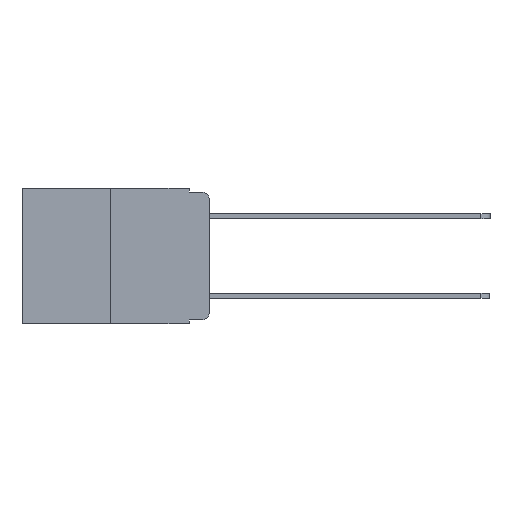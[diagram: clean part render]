
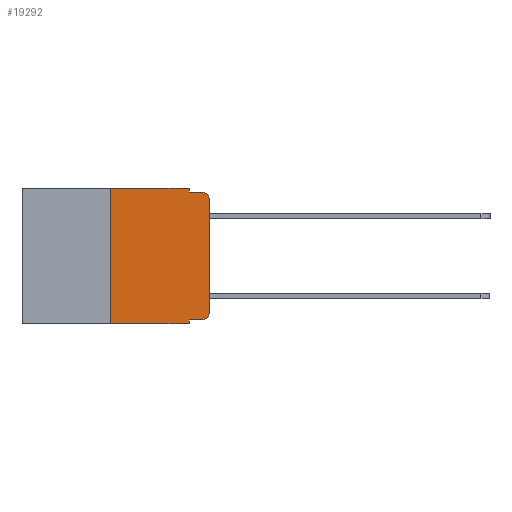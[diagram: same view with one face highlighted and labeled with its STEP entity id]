
A CAD part, left-side view. The second image highlights one B-rep face of the part: STEP entity #19292.
In plain terms, the highlighted planar face has unit normal (-1, 0, 0).
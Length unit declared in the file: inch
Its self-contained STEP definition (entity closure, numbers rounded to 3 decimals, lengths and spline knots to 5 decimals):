
#145 = CARTESIAN_POINT ( 'NONE',  ( 0., 0.051, -0.01 ) ) ;
#829 = EDGE_CURVE ( 'NONE', #15039, #14180, #3135, .T. ) ;
#1515 = CARTESIAN_POINT ( 'NONE',  ( 0., 0.051, -0.333 ) ) ;
#1640 = AXIS2_PLACEMENT_3D ( 'NONE', #14345, #14350, #14426 ) ;
#1961 = DIRECTION ( 'NONE',  ( 0., -1., 0. ) ) ;
#2195 = VECTOR ( 'NONE', #7582, 39.37008 ) ;
#2587 = LINE ( 'NONE', #9748, #11459 ) ;
#3135 = LINE ( 'NONE', #23771, #17363 ) ;
#3176 = EDGE_CURVE ( 'NONE', #3238, #5732, #22427, .T. ) ;
#3238 = VERTEX_POINT ( 'NONE', #21640 ) ;
#3558 = DIRECTION ( 'NONE',  ( 0., 0., 1. ) ) ;
#3762 = CARTESIAN_POINT ( 'NONE',  ( 0., 0.473, 0. ) ) ;
#3866 = VECTOR ( 'NONE', #16722, 39.37008 ) ;
#3979 = AXIS2_PLACEMENT_3D ( 'NONE', #20795, #9979, #22560 ) ;
#4127 = ORIENTED_EDGE ( 'NONE', *, *, #12764, .F. ) ;
#4532 = CARTESIAN_POINT ( 'NONE',  ( 0., 0.051, -0.343 ) ) ;
#4841 = EDGE_CURVE ( 'NONE', #11166, #14180, #17942, .T. ) ;
#5075 = VECTOR ( 'NONE', #3558, 39.37008 ) ;
#5448 = DIRECTION ( 'NONE',  ( 0., -1., 0. ) ) ;
#5715 = CARTESIAN_POINT ( 'NONE',  ( 0., 0.02, -0.333 ) ) ;
#5732 = VERTEX_POINT ( 'NONE', #5715 ) ;
#6326 = CARTESIAN_POINT ( 'NONE',  ( 0., 0.02, -0.01 ) ) ;
#6661 = CARTESIAN_POINT ( 'NONE',  ( 0., 0.473, -0.343 ) ) ;
#6779 = CARTESIAN_POINT ( 'NONE',  ( 0., 0.473, 0. ) ) ;
#7403 = CARTESIAN_POINT ( 'NONE',  ( 0., 0., 0. ) ) ;
#7582 = DIRECTION ( 'NONE',  ( 0., 0., -1. ) ) ;
#7607 = VECTOR ( 'NONE', #10433, 39.37008 ) ;
#7874 = DIRECTION ( 'NONE',  ( 0., 0., 1. ) ) ;
#7950 = ORIENTED_EDGE ( 'NONE', *, *, #9532, .F. ) ;
#8444 = LINE ( 'NONE', #10405, #22845 ) ;
#8848 = ORIENTED_EDGE ( 'NONE', *, *, #3176, .T. ) ;
#8855 = VERTEX_POINT ( 'NONE', #4532 ) ;
#8938 = EDGE_CURVE ( 'NONE', #14225, #8855, #17336, .T. ) ;
#9162 = ORIENTED_EDGE ( 'NONE', *, *, #8938, .T. ) ;
#9532 = EDGE_CURVE ( 'NONE', #3238, #8855, #8444, .T. ) ;
#9748 = CARTESIAN_POINT ( 'NONE',  ( 0., 0.25, 0. ) ) ;
#9847 = CARTESIAN_POINT ( 'NONE',  ( 0., 0., -0.03 ) ) ;
#9979 = DIRECTION ( 'NONE',  ( -1., 0., 0. ) ) ;
#10405 = CARTESIAN_POINT ( 'NONE',  ( 0., 0.051, 0. ) ) ;
#10433 = DIRECTION ( 'NONE',  ( 0., -1., 0. ) ) ;
#10536 = DIRECTION ( 'NONE',  ( 1., 0., 0. ) ) ;
#10616 = LINE ( 'NONE', #7403, #5075 ) ;
#11166 = VERTEX_POINT ( 'NONE', #9847 ) ;
#11459 = VECTOR ( 'NONE', #7874, 39.37008 ) ;
#12246 = LINE ( 'NONE', #18531, #2195 ) ;
#12581 = ORIENTED_EDGE ( 'NONE', *, *, #4841, .T. ) ;
#12624 = EDGE_CURVE ( 'NONE', #16451, #11166, #10616, .T. ) ;
#12764 = EDGE_CURVE ( 'NONE', #14225, #23604, #2587, .T. ) ;
#13726 = ORIENTED_EDGE ( 'NONE', *, *, #21197, .F. ) ;
#13793 = LINE ( 'NONE', #3762, #3866 ) ;
#14085 = CARTESIAN_POINT ( 'NONE',  ( 0., 0., -0.313 ) ) ;
#14180 = VERTEX_POINT ( 'NONE', #6326 ) ;
#14225 = VERTEX_POINT ( 'NONE', #21067 ) ;
#14345 = CARTESIAN_POINT ( 'NONE',  ( 0., 0.02, -0.03 ) ) ;
#14350 = DIRECTION ( 'NONE',  ( -1., 0., 0. ) ) ;
#14426 = DIRECTION ( 'NONE',  ( 0., 0., -1. ) ) ;
#15039 = VERTEX_POINT ( 'NONE', #145 ) ;
#15864 = CIRCLE ( 'NONE', #3979, 0.02 ) ;
#16120 = CARTESIAN_POINT ( 'NONE',  ( 0., 0.051, 0. ) ) ;
#16451 = VERTEX_POINT ( 'NONE', #14085 ) ;
#16722 = DIRECTION ( 'NONE',  ( 0., -1., 0. ) ) ;
#17316 = EDGE_CURVE ( 'NONE', #5732, #16451, #15864, .T. ) ;
#17336 = LINE ( 'NONE', #6661, #7607 ) ;
#17363 = VECTOR ( 'NONE', #5448, 39.37008 ) ;
#17407 = ORIENTED_EDGE ( 'NONE', *, *, #829, .F. ) ;
#17706 = ORIENTED_EDGE ( 'NONE', *, *, #19576, .F. ) ;
#17942 = CIRCLE ( 'NONE', #1640, 0.02 ) ;
#18473 = ORIENTED_EDGE ( 'NONE', *, *, #12624, .T. ) ;
#18531 = CARTESIAN_POINT ( 'NONE',  ( 0., 0.051, 0. ) ) ;
#19100 = ORIENTED_EDGE ( 'NONE', *, *, #17316, .T. ) ;
#19292 = ADVANCED_FACE ( 'NONE', ( #23559 ), #21334, .F. ) ;
#19576 = EDGE_CURVE ( 'NONE', #23604, #20356, #13793, .T. ) ;
#19635 = EDGE_LOOP ( 'NONE', ( #18473, #12581, #17407, #13726, #17706, #4127, #9162, #7950, #8848, #19100 ) ) ;
#20356 = VERTEX_POINT ( 'NONE', #16120 ) ;
#20388 = CARTESIAN_POINT ( 'NONE',  ( 0., 0.25, 0. ) ) ;
#20795 = CARTESIAN_POINT ( 'NONE',  ( 0., 0.02, -0.313 ) ) ;
#20916 = AXIS2_PLACEMENT_3D ( 'NONE', #6779, #10536, #23103 ) ;
#21067 = CARTESIAN_POINT ( 'NONE',  ( 0., 0.25, -0.343 ) ) ;
#21197 = EDGE_CURVE ( 'NONE', #20356, #15039, #12246, .T. ) ;
#21334 = PLANE ( 'NONE',  #20916 ) ;
#21339 = VECTOR ( 'NONE', #1961, 39.37008 ) ;
#21640 = CARTESIAN_POINT ( 'NONE',  ( 0., 0.051, -0.333 ) ) ;
#22427 = LINE ( 'NONE', #1515, #21339 ) ;
#22560 = DIRECTION ( 'NONE',  ( 0., 0., -1. ) ) ;
#22845 = VECTOR ( 'NONE', #22973, 39.37008 ) ;
#22973 = DIRECTION ( 'NONE',  ( 0., 0., -1. ) ) ;
#23103 = DIRECTION ( 'NONE',  ( 0., 0., -1. ) ) ;
#23559 = FACE_OUTER_BOUND ( 'NONE', #19635, .T. ) ;
#23604 = VERTEX_POINT ( 'NONE', #20388 ) ;
#23771 = CARTESIAN_POINT ( 'NONE',  ( 0., 0.051, -0.01 ) ) ;
